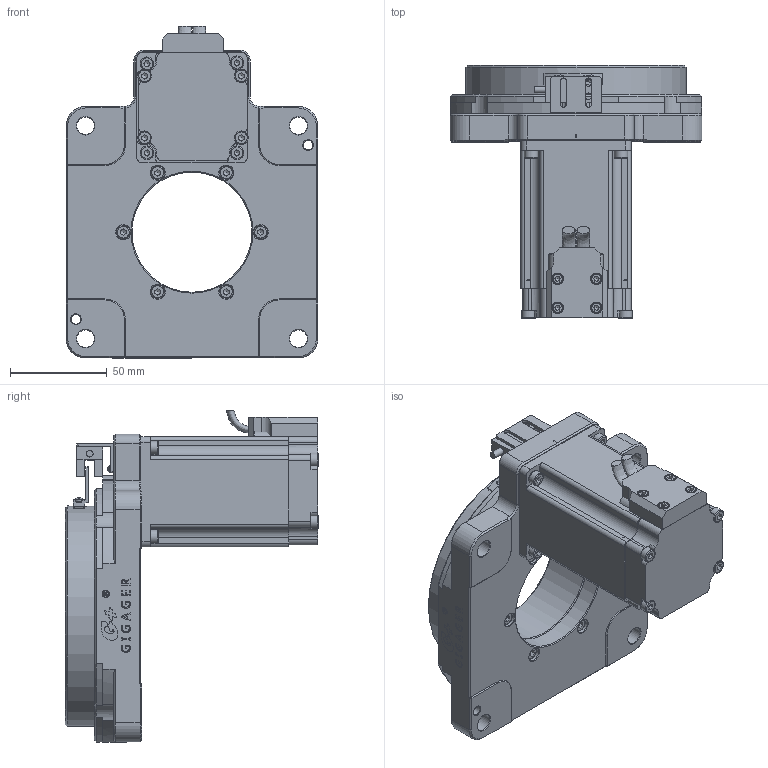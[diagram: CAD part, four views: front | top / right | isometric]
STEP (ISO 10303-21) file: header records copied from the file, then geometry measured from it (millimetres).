
FILE_DESCRIPTION (( 'STEP AP203' ), '1' );
FILE_NAME ('GSN130-18K-CS.step', '2021-06-01T02:20:40', ( 'Microsoft' ), ( 'Microsoft' ), 'SwSTEP 2.0', 'SolidWorks 2019', '' );
FILE_SCHEMA (( 'CONFIG_CONTROL_DESIGN' ));
Products named in the file (1): GSN130-18K-CS
Bounding box: 130 x 130.9 x 171.55 mm (x, y, z)
Volume: 607887.2 mm3; surface area: 152269.5 mm2
Topology: 34 solids, 34 shells, 1272 faces, 3093 edges, 1958 vertices
Faces by surface type: plane 669, cylinder 286, cone 170, bspline 115, torus 28, sphere 4
Full cylindrical faces by diameter (mm): 2 x4, 2.05 x4, 2.5 x2, 3 x6, 3.2 x4, 3.3 x10, 3.5 x7, 4 x18, 4.2 x16, 4.5 x6, 5 x11, 5.3 x4, 5.5 x4, 6 x4, 7 x14, 7.3 x6, 9 x4, 10 x1, 11 x1, 15 x1, 30 x1, 46 x1, 62 x2, 70 x1, 80 x2, 84 x1, 85 x1, 98 x1, 114 x2, 116.252 x2
Entity records: 41218 total; most frequent: CARTESIAN_POINT 13406, DIRECTION 5529, ORIENTED_EDGE 5400, EDGE_CURVE 2700, AXIS2_PLACEMENT_3D 2024, VERTEX_POINT 1875, EDGE_LOOP 1735, VECTOR 1481
